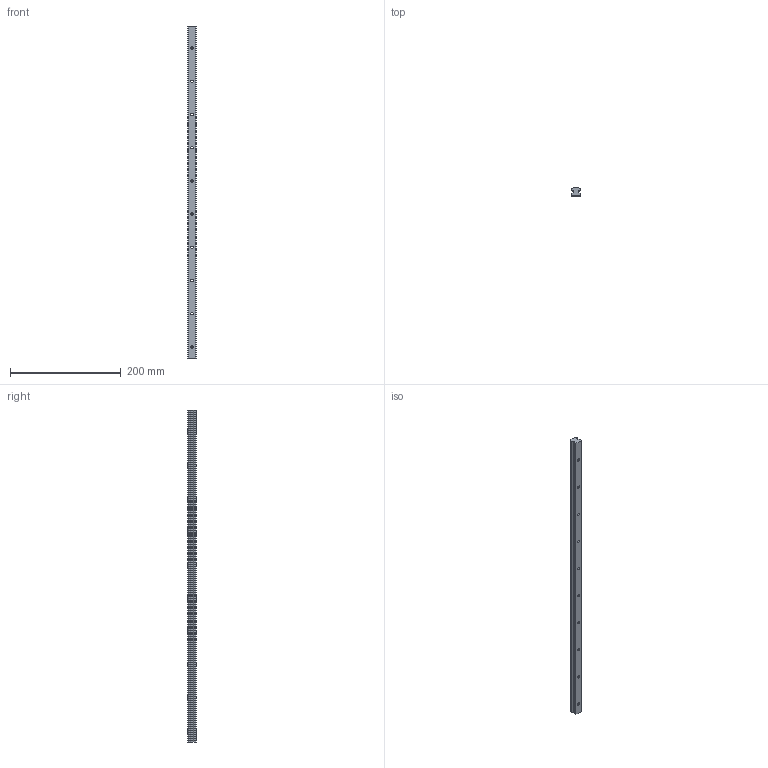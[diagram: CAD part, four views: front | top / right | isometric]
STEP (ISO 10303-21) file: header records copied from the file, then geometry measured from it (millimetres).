
FILE_DESCRIPTION (( 'STEP AP214' ), '1' );
FILE_NAME ('HGR15.STEP', '2019-04-28T22:34:04', ( '' ), ( '' ), 'SwSTEP 2.0', 'SolidWorks 2019', '' );
FILE_SCHEMA (( 'AUTOMOTIVE_DESIGN' ));
Length unit declared in the file: millimetre
Products named in the file (1): HGR15
Bounding box: 15 x 15 x 600 mm (x, y, z)
Volume: 110739.6 mm3; surface area: 39329.5 mm2
Topology: 1 solids, 1 shells, 96 faces, 232 edges, 148 vertices
Faces by surface type: cylinder 44, plane 32, cone 20
Entity records: 2898 total; most frequent: DIRECTION 534, CARTESIAN_POINT 477, ORIENTED_EDGE 464, EDGE_CURVE 232, AXIS2_PLACEMENT_3D 205, VERTEX_POINT 148, EDGE_LOOP 126, LINE 124
